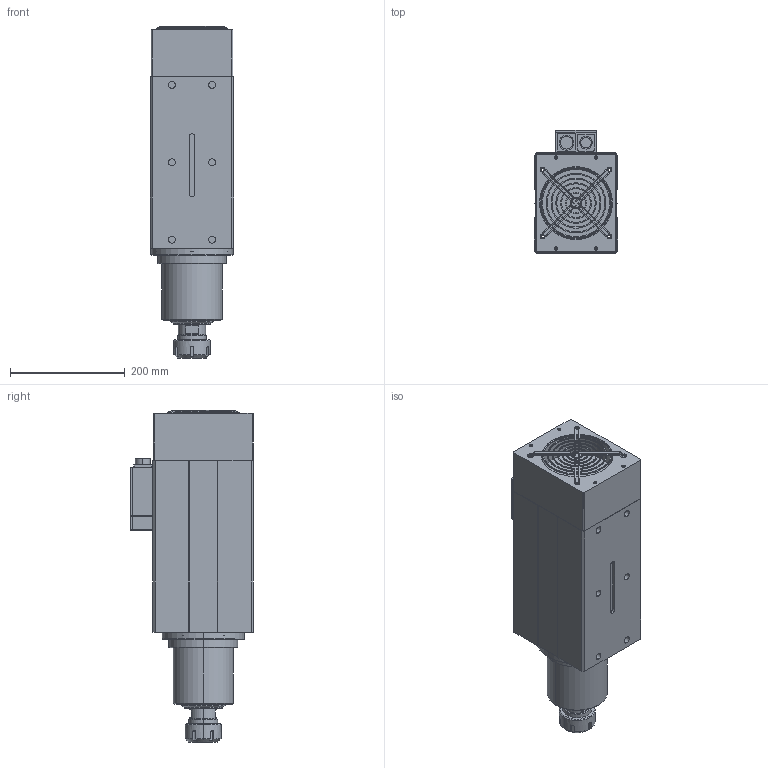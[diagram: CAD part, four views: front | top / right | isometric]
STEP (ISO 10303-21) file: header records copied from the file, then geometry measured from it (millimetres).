
FILE_DESCRIPTION (( 'STEP AP214' ), '1' );
FILE_NAME ('GDF87-18Z-13.5-4P.STEP', '2024-07-19T09:16:50', ( '00' ), ( '' ), 'SwSTEP 2.0', 'SolidWorks 2018', '' );
FILE_SCHEMA (( 'AUTOMOTIVE_DESIGN' ));
Length unit declared in the file: millimetre
Products named in the file (12): 沺瑞珔SLDPRT; GDF87-18Z-13.4-4P前螺母; GDF87-18Z-13.4-4P儂裔; GDF87-18Z-13.4-4P粣芛; GDF87-18Z-13.4-4P儂褲; GDF87-18Z-13.5-4P; GDF87-18Z-13.4-4P瑞欶; GDF87-18Z-13.4-4P狟諉盄碟; GDF87-18Z-13.4-4P奻諉盄碟; GDF87-18Z-13.4-4P前盖; ER40蹟簽; ER40 粟俶芠標
Assembly tree (11 placements, depth 2):
  GDF87-18Z-13.5-4P
    GDF87-18Z-13.4-4P儂褲
    GDF87-18Z-13.4-4P儂裔
    GDF87-18Z-13.4-4P前盖
    GDF87-18Z-13.4-4P前螺母
    GDF87-18Z-13.4-4P粣芛
    GDF87-18Z-13.4-4P狟諉盄碟
    GDF87-18Z-13.4-4P奻諉盄碟
    GDF87-18Z-13.4-4P瑞欶
    沺瑞珔SLDPRT
    ER40 粟俶芠標
    ER40蹟簽
Bounding box: 145 x 214.5 x 579.45 mm (x, y, z)
Volume: 4009387 mm3; surface area: 1052314.6 mm2
Topology: 11 solids, 11 shells, 657 faces, 1696 edges, 1127 vertices
Faces by surface type: cylinder 332, plane 221, cone 60, bspline 44
Entity records: 30099 total; most frequent: CARTESIAN_POINT 5985, DIRECTION 3472, ORIENTED_EDGE 3372, EDGE_CURVE 1686, AXIS2_PLACEMENT_3D 1366, VERTEX_POINT 1127, EDGE_LOOP 901, LINE 740
